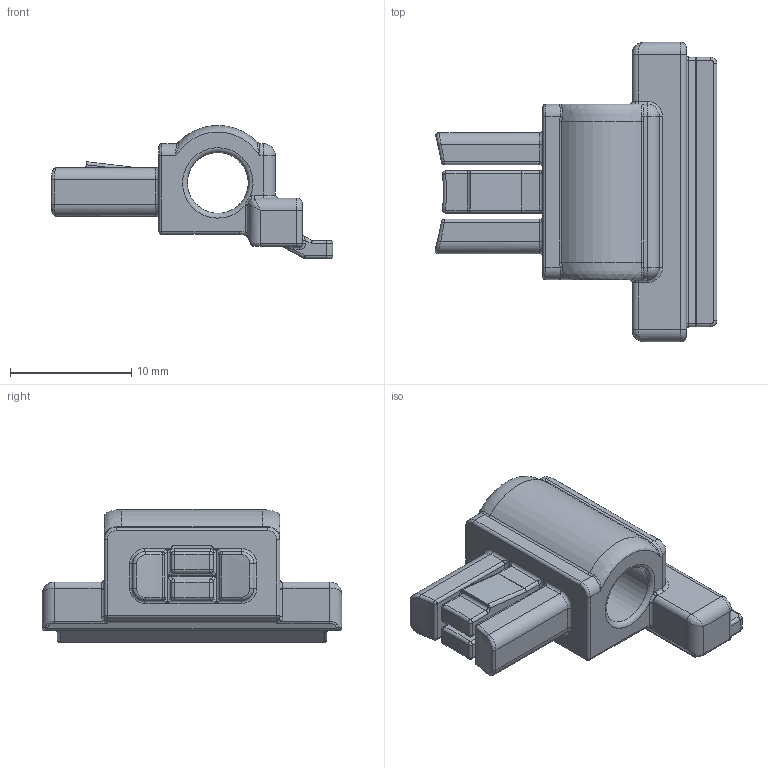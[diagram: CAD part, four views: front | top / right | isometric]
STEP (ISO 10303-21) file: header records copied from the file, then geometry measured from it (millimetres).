
FILE_DESCRIPTION(/* description */ (''),/* implementation_level */ '2;1');
FILE_NAME(/* name */ 'MRU Mount v9.step',/* time_stamp */ '2021-04-20T07:05:32-05:00',/* author */ (''),/* organization */ (''),/* preprocessor_version */ 'ST-DEVELOPER v18.1',/* originating_system */ 'Autodesk Translation Framework v10.6.0.1341',/* authorisation */ '');
FILE_SCHEMA (('AUTOMOTIVE_DESIGN { 1 0 10303 214 3 1 1 }'));
Length unit declared in the file: millimetre
Products named in the file (1): MRU Mount
Bounding box: 23.27 x 24.75 x 11 mm (x, y, z)
Volume: 1577.5 mm3; surface area: 1592.9 mm2
Topology: 1 solids, 1 shells, 251 faces, 565 edges, 294 vertices
Faces by surface type: cylinder 107, bspline 58, plane 40, torus 26, sphere 20
Full cylindrical faces by diameter (mm): 5.017 x1
Entity records: 7970 total; most frequent: CARTESIAN_POINT 2626, DIRECTION 1159, ORIENTED_EDGE 1082, EDGE_CURVE 541, AXIS2_PLACEMENT_3D 475, VERTEX_POINT 294, EDGE_LOOP 255, FACE_OUTER_BOUND 251
